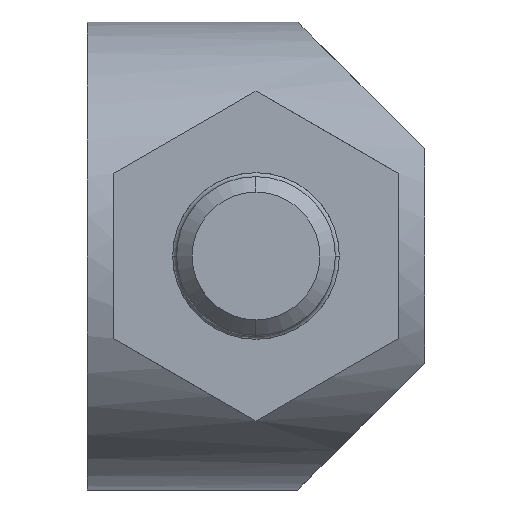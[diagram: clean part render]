
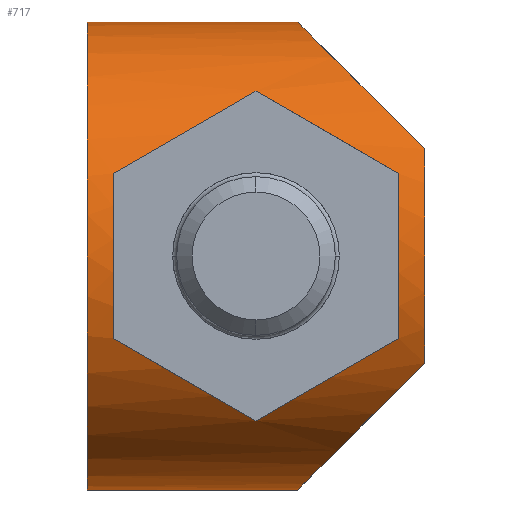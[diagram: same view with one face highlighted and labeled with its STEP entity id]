
A CAD part, left-side view. The second image highlights one B-rep face of the part: STEP entity #717.
In plain terms, the highlighted cylindrical face has radius 5.9 mm (diameter 11.8 mm), a partial arc.
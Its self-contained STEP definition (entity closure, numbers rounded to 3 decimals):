
#23 = DIRECTION ( 'NONE',  ( 0., -1., 0. ) ) ;
#36 = CARTESIAN_POINT ( 'NONE',  ( -17.2, -0.65, 0. ) ) ;
#80 = VERTEX_POINT ( 'NONE', #1427 ) ;
#104 = CARTESIAN_POINT ( 'NONE',  ( -17.2, -5.3, -5.9 ) ) ;
#166 = EDGE_CURVE ( 'NONE', #2594, #80, #2033, .T. ) ;
#191 = CARTESIAN_POINT ( 'NONE',  ( -21.976, -5.277, 3.564 ) ) ;
#196 = EDGE_CURVE ( 'NONE', #652, #2026, #1945, .T. ) ;
#219 = CARTESIAN_POINT ( 'NONE',  ( -22.427, -2.005, 2.861 ) ) ;
#234 = CIRCLE ( 'NONE', #2534, 5.9 ) ;
#247 = VERTEX_POINT ( 'NONE', #2151 ) ;
#258 = FACE_OUTER_BOUND ( 'NONE', #1431, .T. ) ;
#272 =( BOUNDED_CURVE ( )  B_SPLINE_CURVE ( 3, ( #335, #2460, #925, #1620 ),
 .UNSPECIFIED., .F., .T. ) 
 B_SPLINE_CURVE_WITH_KNOTS ( ( 4, 4 ),
 ( 5.072, 5.494 ),
 .UNSPECIFIED. ) 
 CURVE ( )  GEOMETRIC_REPRESENTATION_ITEM ( )  RATIONAL_B_SPLINE_CURVE ( ( 1., 0.985, 0.985, 1. ) ) 
 REPRESENTATION_ITEM ( '' )  );
#306 = EDGE_CURVE ( 'NONE', #799, #652, #1728, .T. ) ;
#335 = CARTESIAN_POINT ( 'NONE',  ( -22.722, -7.85, -2.078 ) ) ;
#339 = EDGE_CURVE ( 'NONE', #747, #1569, #850, .T. ) ;
#357 = CARTESIAN_POINT ( 'NONE',  ( -21.407, -6.482, 4.718 ) ) ;
#370 = EDGE_CURVE ( 'NONE', #1853, #247, #234, .T. ) ;
#379 = VERTEX_POINT ( 'NONE', #1179 ) ;
#396 = CARTESIAN_POINT ( 'NONE',  ( -21.976, -3.223, -3.564 ) ) ;
#459 = VECTOR ( 'NONE', #2327, 1000. ) ;
#461 = CARTESIAN_POINT ( 'NONE',  ( -21.387, -4.25, 4.157 ) ) ;
#469 = DIRECTION ( 'NONE',  ( 0., 0., 1. ) ) ;
#514 = EDGE_CURVE ( 'NONE', #1108, #2340, #863, .T. ) ;
#525 = CARTESIAN_POINT ( 'NONE',  ( -17.2, 0., 5.9 ) ) ;
#527 = CARTESIAN_POINT ( 'NONE',  ( -22.446, -8.5, 2.7 ) ) ;
#531 = FACE_BOUND ( 'NONE', #703, .T. ) ;
#539 = ORIENTED_EDGE ( 'NONE', *, *, #166, .T. ) ;
#557 = CARTESIAN_POINT ( 'NONE',  ( -17.2, 0., -5.9 ) ) ;
#580 = EDGE_CURVE ( 'NONE', #1569, #799, #670, .T. ) ;
#652 = VERTEX_POINT ( 'NONE', #1095 ) ;
#656 = CARTESIAN_POINT ( 'NONE',  ( -22.722, -0.65, -2.078 ) ) ;
#670 =( BOUNDED_CURVE ( )  B_SPLINE_CURVE ( 3, ( #1334, #219, #875, #1052 ),
 .UNSPECIFIED., .F., .T. ) 
 B_SPLINE_CURVE_WITH_KNOTS ( ( 4, 4 ),
 ( 1.931, 2.353 ),
 .UNSPECIFIED. ) 
 CURVE ( )  GEOMETRIC_REPRESENTATION_ITEM ( )  RATIONAL_B_SPLINE_CURVE ( ( 1., 0.985, 0.985, 1. ) ) 
 REPRESENTATION_ITEM ( '' )  );
#703 = EDGE_LOOP ( 'NONE', ( #2463, #1538, #1184, #707, #2328, #2580 ) ) ;
#707 = ORIENTED_EDGE ( 'NONE', *, *, #2466, .T. ) ;
#717 = ADVANCED_FACE ( 'NONE', ( #258, #531 ), #2234, .T. ) ;
#725 = DIRECTION ( 'NONE',  ( 0., 1., 0. ) ) ;
#727 = AXIS2_PLACEMENT_3D ( 'NONE', #1204, #1627, #2138 ) ;
#743 = CARTESIAN_POINT ( 'NONE',  ( -21.387, -4.25, 4.157 ) ) ;
#747 = VERTEX_POINT ( 'NONE', #2019 ) ;
#766 = LINE ( 'NONE', #557, #1546 ) ;
#799 = VERTEX_POINT ( 'NONE', #743 ) ;
#850 = CIRCLE ( 'NONE', #2438, 5.9 ) ;
#863 =( BOUNDED_CURVE ( )  B_SPLINE_CURVE ( 3, ( #2500, #357, #1660, #1903 ),
 .UNSPECIFIED., .F., .T. ) 
 B_SPLINE_CURVE_WITH_KNOTS ( ( 4, 4 ),
 ( 5.188, 6.283 ),
 .UNSPECIFIED. ) 
 CURVE ( )  GEOMETRIC_REPRESENTATION_ITEM ( )  RATIONAL_B_SPLINE_CURVE ( ( 1., 0.902, 0.902, 1. ) ) 
 REPRESENTATION_ITEM ( '' )  );
#875 = CARTESIAN_POINT ( 'NONE',  ( -21.976, -3.223, 3.564 ) ) ;
#887 = EDGE_CURVE ( 'NONE', #2594, #247, #766, .T. ) ;
#900 = CIRCLE ( 'NONE', #727, 5.9 ) ;
#925 = CARTESIAN_POINT ( 'NONE',  ( -21.976, -5.277, -3.564 ) ) ;
#927 = ORIENTED_EDGE ( 'NONE', *, *, #887, .F. ) ;
#971 = CARTESIAN_POINT ( 'NONE',  ( -22.722, -0.65, 2.078 ) ) ;
#1029 = CARTESIAN_POINT ( 'NONE',  ( -17.2, 0., 5.9 ) ) ;
#1052 = CARTESIAN_POINT ( 'NONE',  ( -21.387, -4.25, 4.157 ) ) ;
#1081 = DIRECTION ( 'NONE',  ( 0., 0., 1. ) ) ;
#1095 = CARTESIAN_POINT ( 'NONE',  ( -22.722, -7.85, 2.078 ) ) ;
#1099 = CARTESIAN_POINT ( 'NONE',  ( -22.446, -8.5, -2.7 ) ) ;
#1108 = VERTEX_POINT ( 'NONE', #527 ) ;
#1119 = CARTESIAN_POINT ( 'NONE',  ( -22.722, -7.85, -2.078 ) ) ;
#1179 = CARTESIAN_POINT ( 'NONE',  ( -21.387, -4.25, -4.157 ) ) ;
#1184 = ORIENTED_EDGE ( 'NONE', *, *, #1406, .T. ) ;
#1204 = CARTESIAN_POINT ( 'NONE',  ( -17.2, -8.5, 0. ) ) ;
#1232 = EDGE_CURVE ( 'NONE', #80, #1108, #900, .T. ) ;
#1256 = LINE ( 'NONE', #1029, #459 ) ;
#1303 = CARTESIAN_POINT ( 'NONE',  ( -22.427, -2.005, -2.861 ) ) ;
#1314 = DIRECTION ( 'NONE',  ( 0., 1., 0. ) ) ;
#1334 = CARTESIAN_POINT ( 'NONE',  ( -22.722, -0.65, 2.078 ) ) ;
#1406 = EDGE_CURVE ( 'NONE', #2026, #379, #272, .T. ) ;
#1427 = CARTESIAN_POINT ( 'NONE',  ( -22.446, -8.5, -2.7 ) ) ;
#1431 = EDGE_LOOP ( 'NONE', ( #927, #539, #2629, #1811, #2341, #1721 ) ) ;
#1538 = ORIENTED_EDGE ( 'NONE', *, *, #196, .T. ) ;
#1543 = CARTESIAN_POINT ( 'NONE',  ( -19.47, -5.3, -5.9 ) ) ;
#1546 = VECTOR ( 'NONE', #1314, 1000. ) ;
#1560 = CARTESIAN_POINT ( 'NONE',  ( -17.2, 0., 0. ) ) ;
#1569 = VERTEX_POINT ( 'NONE', #971 ) ;
#1620 = CARTESIAN_POINT ( 'NONE',  ( -21.387, -4.25, -4.157 ) ) ;
#1627 = DIRECTION ( 'NONE',  ( 0., 1., 0. ) ) ;
#1660 = CARTESIAN_POINT ( 'NONE',  ( -19.47, -5.3, 5.9 ) ) ;
#1721 = ORIENTED_EDGE ( 'NONE', *, *, #370, .T. ) ;
#1726 = CARTESIAN_POINT ( 'NONE',  ( -17.2, -5.3, -5.9 ) ) ;
#1728 =( BOUNDED_CURVE ( )  B_SPLINE_CURVE ( 3, ( #461, #191, #1966, #2153 ),
 .UNSPECIFIED., .F., .T. ) 
 B_SPLINE_CURVE_WITH_KNOTS ( ( 4, 4 ),
 ( 0.789, 1.211 ),
 .UNSPECIFIED. ) 
 CURVE ( )  GEOMETRIC_REPRESENTATION_ITEM ( )  RATIONAL_B_SPLINE_CURVE ( ( 1., 0.985, 0.985, 1. ) ) 
 REPRESENTATION_ITEM ( '' )  );
#1811 = ORIENTED_EDGE ( 'NONE', *, *, #514, .T. ) ;
#1834 =( BOUNDED_CURVE ( )  B_SPLINE_CURVE ( 3, ( #1933, #396, #1303, #656 ),
 .UNSPECIFIED., .F., .T. ) 
 B_SPLINE_CURVE_WITH_KNOTS ( ( 4, 4 ),
 ( 3.931, 4.352 ),
 .UNSPECIFIED. ) 
 CURVE ( )  GEOMETRIC_REPRESENTATION_ITEM ( )  RATIONAL_B_SPLINE_CURVE ( ( 1., 0.985, 0.985, 1. ) ) 
 REPRESENTATION_ITEM ( '' )  );
#1853 = VERTEX_POINT ( 'NONE', #525 ) ;
#1903 = CARTESIAN_POINT ( 'NONE',  ( -17.2, -5.3, 5.9 ) ) ;
#1906 = CARTESIAN_POINT ( 'NONE',  ( -17.2, -7.85, 0. ) ) ;
#1933 = CARTESIAN_POINT ( 'NONE',  ( -21.387, -4.25, -4.157 ) ) ;
#1945 = CIRCLE ( 'NONE', #2311, 5.9 ) ;
#1966 = CARTESIAN_POINT ( 'NONE',  ( -22.427, -6.495, 2.861 ) ) ;
#2019 = CARTESIAN_POINT ( 'NONE',  ( -22.722, -0.65, -2.078 ) ) ;
#2024 = DIRECTION ( 'NONE',  ( 0., 0., 1. ) ) ;
#2026 = VERTEX_POINT ( 'NONE', #1119 ) ;
#2033 =( BOUNDED_CURVE ( )  B_SPLINE_CURVE ( 3, ( #1726, #1543, #2134, #1099 ),
 .UNSPECIFIED., .F., .T. ) 
 B_SPLINE_CURVE_WITH_KNOTS ( ( 4, 4 ),
 ( 0., 1.095 ),
 .UNSPECIFIED. ) 
 CURVE ( )  GEOMETRIC_REPRESENTATION_ITEM ( )  RATIONAL_B_SPLINE_CURVE ( ( 1., 0.902, 0.902, 1. ) ) 
 REPRESENTATION_ITEM ( '' )  );
#2053 = CARTESIAN_POINT ( 'NONE',  ( -17.2, 0., 0. ) ) ;
#2134 = CARTESIAN_POINT ( 'NONE',  ( -21.407, -6.482, -4.718 ) ) ;
#2138 = DIRECTION ( 'NONE',  ( 0., 0., 1. ) ) ;
#2151 = CARTESIAN_POINT ( 'NONE',  ( -17.2, 0., -5.9 ) ) ;
#2153 = CARTESIAN_POINT ( 'NONE',  ( -22.722, -7.85, 2.078 ) ) ;
#2179 = DIRECTION ( 'NONE',  ( 0., 0., 1. ) ) ;
#2193 = EDGE_CURVE ( 'NONE', #2340, #1853, #1256, .T. ) ;
#2234 = CYLINDRICAL_SURFACE ( 'NONE', #2442, 5.9 ) ;
#2311 = AXIS2_PLACEMENT_3D ( 'NONE', #1906, #23, #1081 ) ;
#2327 = DIRECTION ( 'NONE',  ( 0., 1., 0. ) ) ;
#2328 = ORIENTED_EDGE ( 'NONE', *, *, #339, .T. ) ;
#2340 = VERTEX_POINT ( 'NONE', #2669 ) ;
#2341 = ORIENTED_EDGE ( 'NONE', *, *, #2193, .T. ) ;
#2381 = DIRECTION ( 'NONE',  ( 0., 1., 0. ) ) ;
#2438 = AXIS2_PLACEMENT_3D ( 'NONE', #36, #2381, #2179 ) ;
#2442 = AXIS2_PLACEMENT_3D ( 'NONE', #1560, #725, #469 ) ;
#2459 = DIRECTION ( 'NONE',  ( 0., -1., 0. ) ) ;
#2460 = CARTESIAN_POINT ( 'NONE',  ( -22.427, -6.495, -2.861 ) ) ;
#2463 = ORIENTED_EDGE ( 'NONE', *, *, #306, .T. ) ;
#2466 = EDGE_CURVE ( 'NONE', #379, #747, #1834, .T. ) ;
#2500 = CARTESIAN_POINT ( 'NONE',  ( -22.446, -8.5, 2.7 ) ) ;
#2534 = AXIS2_PLACEMENT_3D ( 'NONE', #2053, #2459, #2024 ) ;
#2580 = ORIENTED_EDGE ( 'NONE', *, *, #580, .T. ) ;
#2594 = VERTEX_POINT ( 'NONE', #104 ) ;
#2629 = ORIENTED_EDGE ( 'NONE', *, *, #1232, .T. ) ;
#2669 = CARTESIAN_POINT ( 'NONE',  ( -17.2, -5.3, 5.9 ) ) ;
